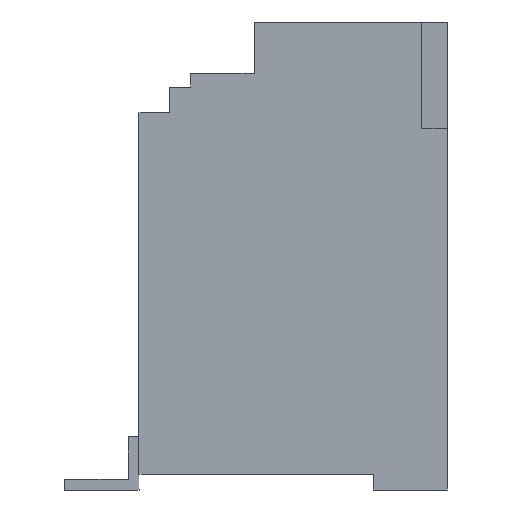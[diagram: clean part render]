
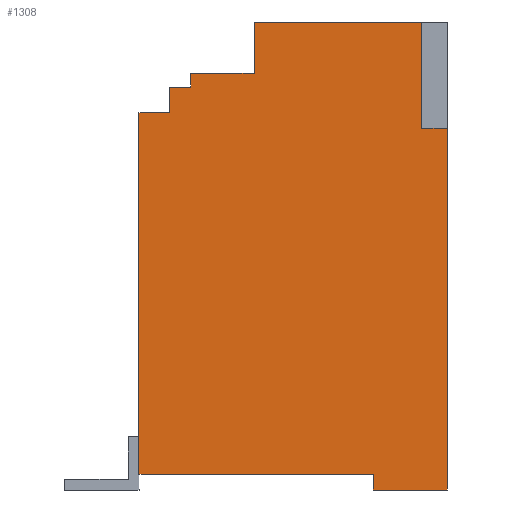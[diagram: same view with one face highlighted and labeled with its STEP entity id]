
A CAD part, left-side view. The second image highlights one B-rep face of the part: STEP entity #1308.
In plain terms, the highlighted planar face has unit normal (-1, 0, 0).
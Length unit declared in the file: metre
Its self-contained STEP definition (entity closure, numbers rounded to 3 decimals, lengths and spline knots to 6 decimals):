
#546 = EDGE_CURVE( '', #1583, #1584, #1585, .T. );
#584 = EDGE_CURVE( '', #1650, #1651, #1652, .T. );
#600 = EDGE_CURVE( '', #1542, #1650, #1682, .T. );
#724 = EDGE_CURVE( '', #1565, #1885, #1886, .T. );
#888 = EDGE_CURVE( '', #1583, #2133, #2134, .T. );
#944 = EDGE_CURVE( '', #1584, #1542, #2211, .T. );
#978 = EDGE_CURVE( '', #2133, #2260, #2261, .T. );
#1016 = EDGE_CURVE( '', #2309, #2310, #2311, .T. );
#1188 = EDGE_CURVE( '', #2260, #2310, #2532, .T. );
#1260 = EDGE_CURVE( '', #1885, #2309, #2614, .T. );
#1282 = EDGE_CURVE( '', #1565, #2094, #2639, .T. );
#1308 = ADVANCED_FACE( '', ( #2668 ), #2669, .F. );
#1314 = EDGE_CURVE( '', #1651, #2190, #2676, .T. );
#1406 = EDGE_CURVE( '', #2233, #2094, #2780, .T. );
#1466 = EDGE_CURVE( '', #2190, #2233, #2850, .T. );
#1542 = VERTEX_POINT( '', #2925 );
#1565 = VERTEX_POINT( '', #2958 );
#1583 = VERTEX_POINT( '', #2984 );
#1584 = VERTEX_POINT( '', #2985 );
#1585 = LINE( '', #2986, #2987 );
#1650 = VERTEX_POINT( '', #3077 );
#1651 = VERTEX_POINT( '', #3078 );
#1652 = LINE( '', #3079, #3080 );
#1682 = LINE( '', #3125, #3126 );
#1885 = VERTEX_POINT( '', #3420 );
#1886 = LINE( '', #3421, #3422 );
#2094 = VERTEX_POINT( '', #3733 );
#2133 = VERTEX_POINT( '', #3790 );
#2134 = LINE( '', #3791, #3792 );
#2190 = VERTEX_POINT( '', #3877 );
#2211 = LINE( '', #3910, #3911 );
#2233 = VERTEX_POINT( '', #3944 );
#2260 = VERTEX_POINT( '', #3983 );
#2261 = LINE( '', #3984, #3985 );
#2309 = VERTEX_POINT( '', #4062 );
#2310 = VERTEX_POINT( '', #4063 );
#2311 = LINE( '', #4064, #4065 );
#2532 = LINE( '', #4403, #4404 );
#2614 = LINE( '', #4549, #4550 );
#2639 = LINE( '', #4594, #4595 );
#2668 = FACE_OUTER_BOUND( '', #4642, .T. );
#2669 = PLANE( '', #4643 );
#2676 = LINE( '', #4653, #4654 );
#2780 = LINE( '', #4827, #4828 );
#2850 = LINE( '', #4937, #4938 );
#2925 = CARTESIAN_POINT( '', ( -0.004016, 0.001207, 0.00379 ) );
#2958 = CARTESIAN_POINT( '', ( -0.004016, -0.001163, 0.003402 ) );
#2984 = CARTESIAN_POINT( '', ( -0.004016, 0.001494, 0.003547 ) );
#2985 = CARTESIAN_POINT( '', ( -0.004016, 0.001207, 0.003547 ) );
#2986 = CARTESIAN_POINT( '', ( -0.004016, 0.001207, 0.003547 ) );
#2987 = VECTOR( '', #5069, 1. );
#3077 = CARTESIAN_POINT( '', ( -0.004016, 0.001009, 0.00379 ) );
#3078 = CARTESIAN_POINT( '', ( -0.004016, 0.001009, 0.003921 ) );
#3079 = CARTESIAN_POINT( '', ( -0.004016, 0.001009, 0.003921 ) );
#3080 = VECTOR( '', #5130, 1. );
#3125 = CARTESIAN_POINT( '', ( -0.004016, 0.001009, 0.00379 ) );
#3126 = VECTOR( '', #5138, 1. );
#3420 = CARTESIAN_POINT( '', ( -0.004016, -0.001406, 0.003402 ) );
#3421 = CARTESIAN_POINT( '', ( -0.004016, 0.000044, 0.003402 ) );
#3422 = VECTOR( '', #5346, 1. );
#3733 = CARTESIAN_POINT( '', ( -0.004016, -0.001163, 0.004402 ) );
#3790 = CARTESIAN_POINT( '', ( -0.004016, 0.001494, 0.000152 ) );
#3791 = CARTESIAN_POINT( '', ( -0.004016, 0.001494, 0.004402 ) );
#3792 = VECTOR( '', #5607, 1. );
#3877 = CARTESIAN_POINT( '', ( -0.004016, 0.000412, 0.003921 ) );
#3910 = CARTESIAN_POINT( '', ( -0.004016, 0.001207, 0.00379 ) );
#3911 = VECTOR( '', #5684, 1. );
#3944 = CARTESIAN_POINT( '', ( -0.004016, 0.000412, 0.004402 ) );
#3983 = CARTESIAN_POINT( '', ( -0.004016, -0.000708, 0.000152 ) );
#3984 = CARTESIAN_POINT( '', ( -0.004016, -0.001406, 0.000152 ) );
#3985 = VECTOR( '', #5736, 1. );
#4062 = CARTESIAN_POINT( '', ( -0.004016, -0.001406, 0.000002 ) );
#4063 = CARTESIAN_POINT( '', ( -0.004016, -0.000708, 0.000002 ) );
#4064 = CARTESIAN_POINT( '', ( -0.004016, -0.000708, 0.000002 ) );
#4065 = VECTOR( '', #5783, 1. );
#4403 = CARTESIAN_POINT( '', ( -0.004016, -0.000708, 0.004389 ) );
#4404 = VECTOR( '', #6152, 1. );
#4549 = CARTESIAN_POINT( '', ( -0.004016, -0.001406, 0.004402 ) );
#4550 = VECTOR( '', #6232, 1. );
#4594 = CARTESIAN_POINT( '', ( -0.004016, -0.001163, 0.003402 ) );
#4595 = VECTOR( '', #6258, 1. );
#4642 = EDGE_LOOP( '', ( #6293, #6294, #6295, #6296, #6297, #6298, #6299, #6300, #6301, #6302, #6303, #6304, #6305, #6306 ) );
#4643 = AXIS2_PLACEMENT_3D( '', #6307, #6308, #6309 );
#4653 = CARTESIAN_POINT( '', ( -0.004016, 0.000412, 0.003921 ) );
#4654 = VECTOR( '', #6319, 1. );
#4827 = CARTESIAN_POINT( '', ( -0.004016, -0.001406, 0.004402 ) );
#4828 = VECTOR( '', #6450, 1. );
#4937 = CARTESIAN_POINT( '', ( -0.004016, 0.000412, 0.004402 ) );
#4938 = VECTOR( '', #6558, 1. );
#5069 = DIRECTION( '', ( 0., -1., 0. ) );
#5130 = DIRECTION( '', ( 0., 0., 1. ) );
#5138 = DIRECTION( '', ( 0., -1., 0. ) );
#5346 = DIRECTION( '', ( 0., -1., 0. ) );
#5607 = DIRECTION( '', ( 0., 0., -1. ) );
#5684 = DIRECTION( '', ( 0., 0., 1. ) );
#5736 = DIRECTION( '', ( 0., -1., 0. ) );
#5783 = DIRECTION( '', ( 0., 1., 0. ) );
#6152 = DIRECTION( '', ( 0., 0., -1. ) );
#6232 = DIRECTION( '', ( 0., 0., -1. ) );
#6258 = DIRECTION( '', ( 0., 0., 1. ) );
#6293 = ORIENTED_EDGE( '', *, *, #724, .F. );
#6294 = ORIENTED_EDGE( '', *, *, #1282, .T. );
#6295 = ORIENTED_EDGE( '', *, *, #1406, .F. );
#6296 = ORIENTED_EDGE( '', *, *, #1466, .F. );
#6297 = ORIENTED_EDGE( '', *, *, #1314, .F. );
#6298 = ORIENTED_EDGE( '', *, *, #584, .F. );
#6299 = ORIENTED_EDGE( '', *, *, #600, .F. );
#6300 = ORIENTED_EDGE( '', *, *, #944, .F. );
#6301 = ORIENTED_EDGE( '', *, *, #546, .F. );
#6302 = ORIENTED_EDGE( '', *, *, #888, .T. );
#6303 = ORIENTED_EDGE( '', *, *, #978, .T. );
#6304 = ORIENTED_EDGE( '', *, *, #1188, .T. );
#6305 = ORIENTED_EDGE( '', *, *, #1016, .F. );
#6306 = ORIENTED_EDGE( '', *, *, #1260, .F. );
#6307 = CARTESIAN_POINT( '', ( -0.004016, -0.001406, 0.004402 ) );
#6308 = DIRECTION( '', ( 1., 0., 0. ) );
#6309 = DIRECTION( '', ( 0., 0., 1. ) );
#6319 = DIRECTION( '', ( 0., -1., 0. ) );
#6450 = DIRECTION( '', ( 0., -1., 0. ) );
#6558 = DIRECTION( '', ( 0., 0., 1. ) );
